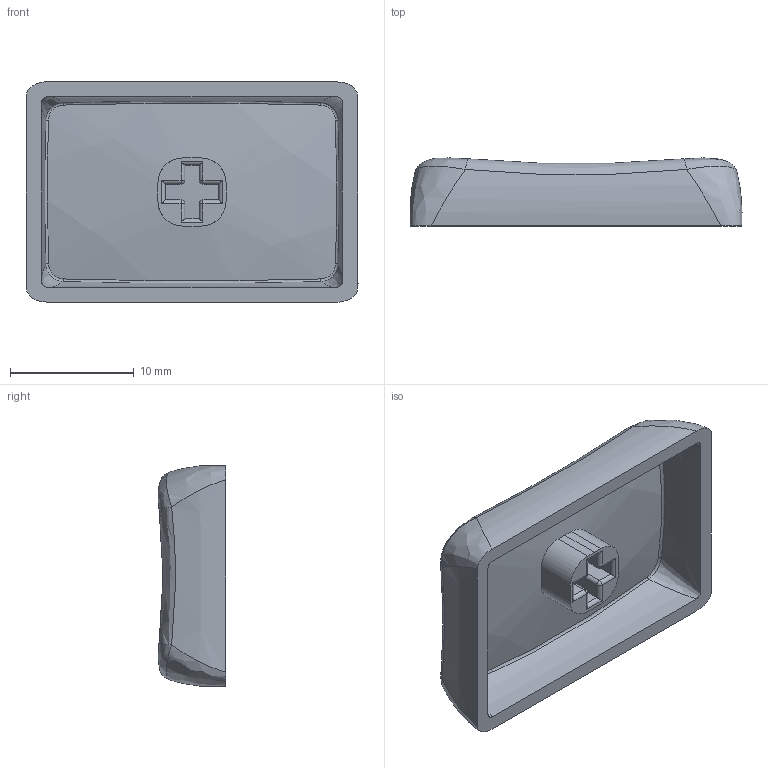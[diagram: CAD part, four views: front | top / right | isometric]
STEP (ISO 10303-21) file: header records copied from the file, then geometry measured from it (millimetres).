
FILE_DESCRIPTION(/* description */ (''),/* implementation_level */ '2;1');
FILE_NAME(/* name */ 'MX-1_5u.step',/* time_stamp */ '2022-10-28T22:55:47+03:00',/* author */ (''),/* organization */ (''),/* preprocessor_version */ 'ST-DEVELOPER v19.2',/* originating_system */ 'Autodesk Translation Framework v11.17.0.187',/* authorisation */ '');
FILE_SCHEMA (('AUTOMOTIVE_DESIGN { 1 0 10303 214 3 1 1 }'));
Length unit declared in the file: millimetre
Products named in the file (1): MX-1_5u
Bounding box: 26.85 x 5.48 x 17.9 mm (x, y, z)
Volume: 951 mm3; surface area: 1714.3 mm2
Topology: 1 solids, 1 shells, 79 faces, 202 edges, 128 vertices
Faces by surface type: bspline 31, cylinder 24, plane 20, sphere 4
Entity records: 3998 total; most frequent: CARTESIAN_POINT 2268, ORIENTED_EDGE 404, DIRECTION 270, EDGE_CURVE 202, VERTEX_POINT 128, AXIS2_PLACEMENT_3D 103, B_SPLINE_CURVE_WITH_KNOTS 84, EDGE_LOOP 82
